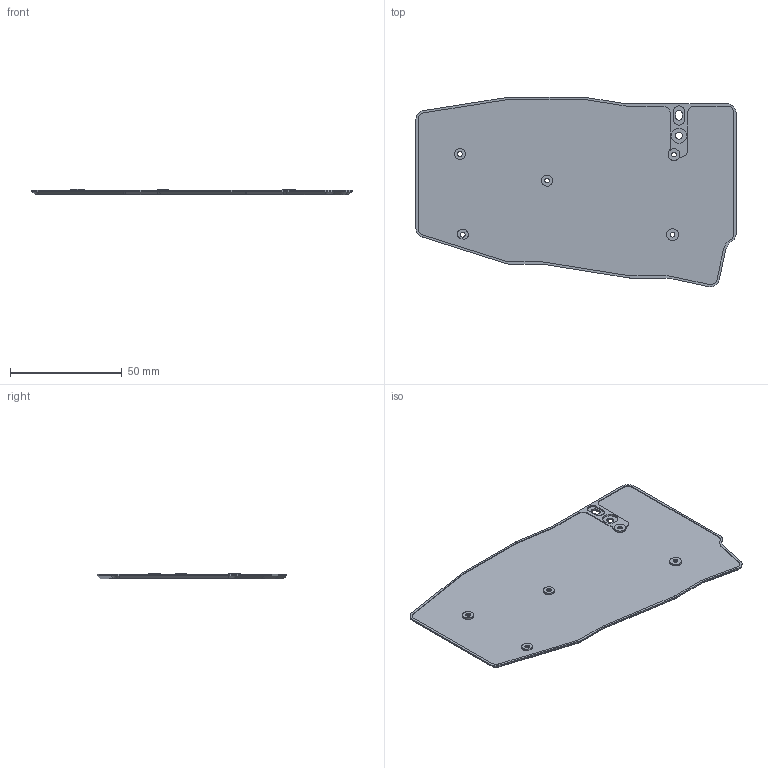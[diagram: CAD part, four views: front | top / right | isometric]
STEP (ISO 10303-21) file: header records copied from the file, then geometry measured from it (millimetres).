
FILE_DESCRIPTION(('HOOPS Exchange Step'),'2;1');
FILE_NAME('temp_export','2023-11-21T15:07:58+11:-30',('mobile'),('Shapr3D Limited'),'HOOPS Exchange 2023.2','Shapr3D','Authorized');
FILE_SCHEMA( ('AUTOMOTIVE_DESIGN { 1 0 10303 214 1 1 1 1 }') );
Length unit declared in the file: millimetre
Products named in the file (1): root
Bounding box: 143.46 x 85.03 x 2.5 mm (x, y, z)
Volume: 17324.7 mm3; surface area: 21916.9 mm2
Topology: 1 solids, 1 shells, 159 faces, 394 edges, 253 vertices
Faces by surface type: plane 69, cylinder 63, cone 26, bspline 1
Full cylindrical faces by diameter (mm): 2.1 x5, 3.1 x1, 5 x7, 5.3 x2, 6.9 x1, 8.1 x4
Entity records: 4797 total; most frequent: DIRECTION 877, CARTESIAN_POINT 817, ORIENTED_EDGE 788, EDGE_CURVE 394, AXIS2_PLACEMENT_3D 325, VERTEX_POINT 253, VECTOR 227, LINE 227
